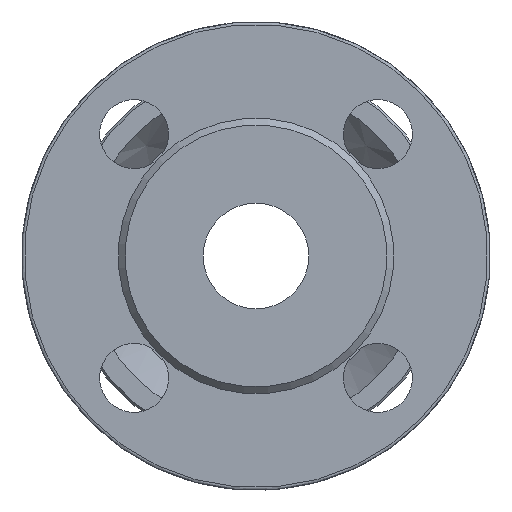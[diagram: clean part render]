
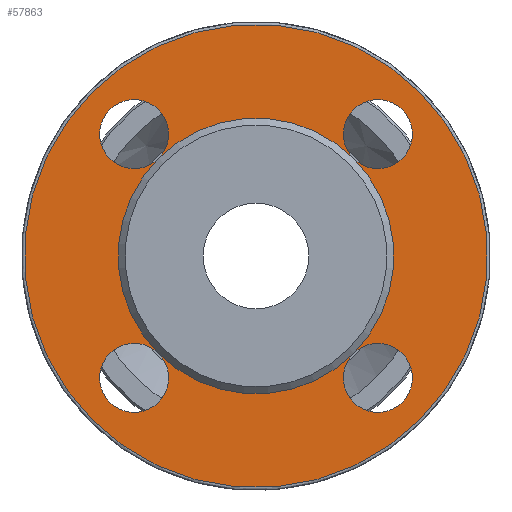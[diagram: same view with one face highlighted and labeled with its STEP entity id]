
A CAD part, front view. The second image highlights one B-rep face of the part: STEP entity #57863.
In plain terms, the highlighted free-form (B-spline) face has degree [1, 1] with [2, 2] control points.
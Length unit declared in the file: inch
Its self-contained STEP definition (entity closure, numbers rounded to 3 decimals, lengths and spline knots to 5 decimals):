
#57736=CARTESIAN_POINT('',(3.97839,-10.7367,23.17359));
#57737=VERTEX_POINT('',#57736);
#57738=CARTESIAN_POINT('',(2.49347,-9.25177,23.17359));
#57739=DIRECTION('',(0.,0.,1.));
#57740=DIRECTION('',(-0.707,0.707,0.));
#57741=AXIS2_PLACEMENT_3D('',#57738,#57739,#57740);
#57742=CIRCLE('',#57741,2.1);
#57743=EDGE_CURVE('',#57737,#57737,#57742,.T.);
#57789=CARTESIAN_POINT('',(6.69347,-9.25177,23.17359));
#57790=CARTESIAN_POINT('',(2.49347,-5.05177,23.17359));
#57791=CARTESIAN_POINT('',(2.49347,-13.45177,23.17359));
#57792=CARTESIAN_POINT('',(-1.70653,-9.25177,23.17359));
#57793=B_SPLINE_SURFACE_WITH_KNOTS('',1,1,((#57789,#57791),(#57790,#57792)),.UNSPECIFIED.,.F.,.F.,.U.,(2,2),(2,2),(0.0,5.9397),(0.0,5.9397),.UNSPECIFIED.);
#57794=ORIENTED_EDGE('',*,*,#57743,.T.);
#57795=EDGE_LOOP('',(#57794));
#57796=FACE_OUTER_BOUND('',#57795,.T.);
#57797=CARTESIAN_POINT('',(3.37735,-10.13566,23.17359));
#57798=VERTEX_POINT('',#57797);
#57799=CARTESIAN_POINT('',(3.59832,-10.35663,23.17359));
#57800=DIRECTION('',(0.,0.,-1.));
#57801=DIRECTION('',(0.707,-0.707,0.));
#57802=AXIS2_PLACEMENT_3D('',#57799,#57800,#57801);
#57803=CIRCLE('',#57802,0.3125);
#57804=EDGE_CURVE('',#57798,#57798,#57803,.T.);
#57805=ORIENTED_EDGE('',*,*,#57804,.T.);
#57806=CARTESIAN_POINT('',(1.60959,-10.13566,23.17359));
#57807=VERTEX_POINT('',#57806);
#57808=CARTESIAN_POINT('',(2.49347,-9.25177,23.17359));
#57809=DIRECTION('',(0.,0.,1.));
#57810=DIRECTION('',(-0.707,0.707,0.));
#57811=AXIS2_PLACEMENT_3D('',#57808,#57809,#57810);
#57812=CIRCLE('',#57811,1.25);
#57813=EDGE_CURVE('',#57807,#57798,#57812,.T.);
#57814=ORIENTED_EDGE('',*,*,#57813,.F.);
#57815=CARTESIAN_POINT('',(1.38862,-10.35663,23.17359));
#57816=DIRECTION('',(0.,0.,-1.));
#57817=DIRECTION('',(0.707,-0.707,0.));
#57818=AXIS2_PLACEMENT_3D('',#57815,#57816,#57817);
#57819=CIRCLE('',#57818,0.3125);
#57820=EDGE_CURVE('',#57807,#57807,#57819,.T.);
#57821=ORIENTED_EDGE('',*,*,#57820,.T.);
#57822=CARTESIAN_POINT('',(1.60959,-8.36789,23.17359));
#57823=VERTEX_POINT('',#57822);
#57824=CARTESIAN_POINT('',(2.49347,-9.25177,23.17359));
#57825=DIRECTION('',(0.,0.,1.));
#57826=DIRECTION('',(-0.707,0.707,0.));
#57827=AXIS2_PLACEMENT_3D('',#57824,#57825,#57826);
#57828=CIRCLE('',#57827,1.25);
#57829=EDGE_CURVE('',#57823,#57807,#57828,.T.);
#57830=ORIENTED_EDGE('',*,*,#57829,.F.);
#57831=CARTESIAN_POINT('',(1.38862,-8.14692,23.17359));
#57832=DIRECTION('',(0.,0.,1.));
#57833=DIRECTION('',(0.707,-0.707,0.));
#57834=AXIS2_PLACEMENT_3D('',#57831,#57832,#57833);
#57835=CIRCLE('',#57834,0.3125);
#57836=EDGE_CURVE('',#57823,#57823,#57835,.T.);
#57837=ORIENTED_EDGE('',*,*,#57836,.F.);
#57838=CARTESIAN_POINT('',(3.37735,-8.36789,23.17359));
#57839=VERTEX_POINT('',#57838);
#57840=CARTESIAN_POINT('',(2.49347,-9.25177,23.17359));
#57841=DIRECTION('',(0.,0.,1.));
#57842=DIRECTION('',(-0.707,0.707,0.));
#57843=AXIS2_PLACEMENT_3D('',#57840,#57841,#57842);
#57844=CIRCLE('',#57843,1.25);
#57845=EDGE_CURVE('',#57839,#57823,#57844,.T.);
#57846=ORIENTED_EDGE('',*,*,#57845,.F.);
#57847=CARTESIAN_POINT('',(3.59832,-8.14692,23.17359));
#57848=DIRECTION('',(0.,0.,1.));
#57849=DIRECTION('',(0.707,-0.707,0.));
#57850=AXIS2_PLACEMENT_3D('',#57847,#57848,#57849);
#57851=CIRCLE('',#57850,0.3125);
#57852=EDGE_CURVE('',#57839,#57839,#57851,.T.);
#57853=ORIENTED_EDGE('',*,*,#57852,.F.);
#57854=CARTESIAN_POINT('',(2.49347,-9.25177,23.17359));
#57855=DIRECTION('',(0.,0.,1.));
#57856=DIRECTION('',(-0.707,0.707,0.));
#57857=AXIS2_PLACEMENT_3D('',#57854,#57855,#57856);
#57858=CIRCLE('',#57857,1.25);
#57859=EDGE_CURVE('',#57798,#57839,#57858,.T.);
#57860=ORIENTED_EDGE('',*,*,#57859,.F.);
#57861=EDGE_LOOP('',(#57805,#57814,#57821,#57830,#57837,#57846,#57853,#57860));
#57862=FACE_BOUND('',#57861,.T.);
#57863=ADVANCED_FACE('',(#57796,#57862),#57793,.T.);
